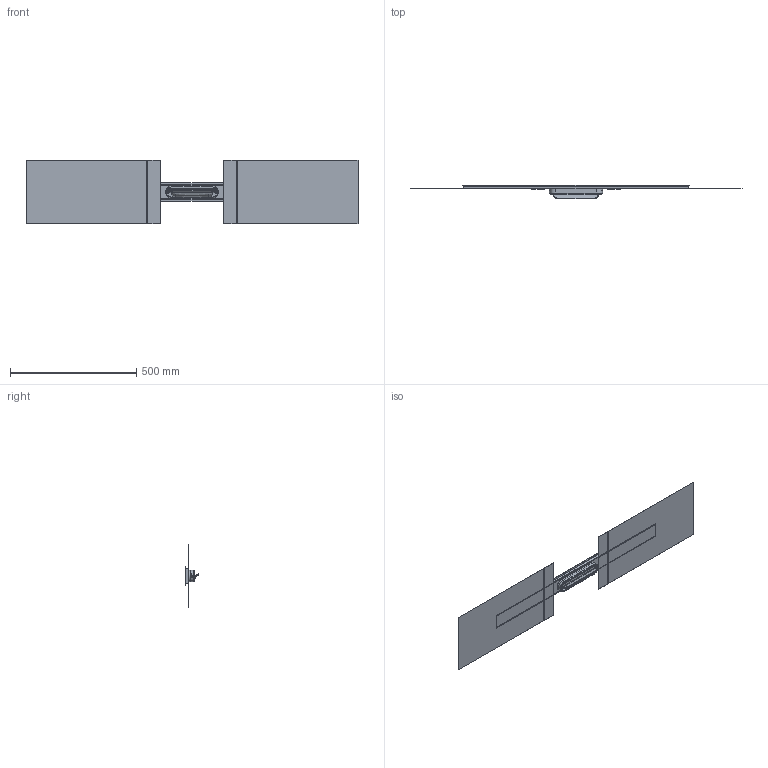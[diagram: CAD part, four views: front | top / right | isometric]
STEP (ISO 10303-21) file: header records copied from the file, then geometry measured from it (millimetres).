
FILE_DESCRIPTION(('CATIA V6 STEP','CAx-IF Rec.Pracs.--- Model Styling and Organization---1.5--- 2016-08-15','CAx-IF Rec.Pracs.---Supplemental Geometry---1.0---2011-11-01','CAx-IF Rec.Pracs.--- Composite Materials ---3.4---2017-06-13','CAx-IF Rec.Pracs.---Tessellated 3D Geometry---1.0---2015-12-17'),'2;1');
FILE_NAME('prd-HG-00275840.stp','2022-09-27T09:03:32+00:00',('none'),('none'),'3DEXPERIENCE Platform3DEXPERIENCE R2021x HotFix 8','3DEXPERIENCE Platform STEP AP242 v2','none');
FILE_SCHEMA(('AP242_MANAGED_MODEL_BASED_3D_ENGINEERING_MIM_LF {1 0 10303 442 1 1 4}'));
Length unit declared in the file: millimetre
Products named in the file (7): P-2_AX_Drain_FS_Duschrinne_900; P-2_AA240-09_ASM; P-2_AA240-09; P-2_CCF_0001_RING_2021; V5_P_2_Dryphon; P-2_E0106000506; P-2_AA235-09
Assembly tree (7 placements, depth 3):
  P-2_AX_Drain_FS_Duschrinne_900
    P-2_AA240-09_ASM
      P-2_AA240-09
      P-2_CCF_0001_RING_2021
    V5_P_2_Dryphon
    P-2_E0106000506  x2
    P-2_AA235-09
Bounding box: 1314 x 53.89 x 253.07 mm (x, y, z)
Volume: 508485.2 mm3; surface area: 912975.3 mm2
Topology: 6 solids, 6 shells, 375 faces, 920 edges, 554 vertices
Faces by surface type: plane 170, cylinder 87, bspline 80, extrusion 14, cone 14, torus 10
Entity records: 16355 total; most frequent: CARTESIAN_POINT 8860, ORIENTED_EDGE 1792, DIRECTION 1064, EDGE_CURVE 896, VERTEX_POINT 538, VECTOR 447, LINE 433, AXIS2_PLACEMENT_3D 374
